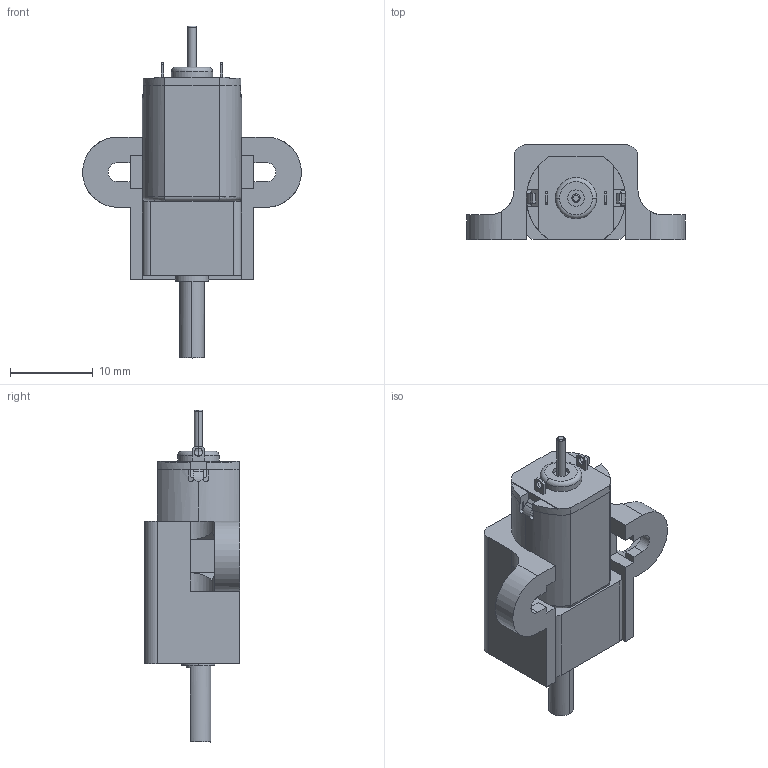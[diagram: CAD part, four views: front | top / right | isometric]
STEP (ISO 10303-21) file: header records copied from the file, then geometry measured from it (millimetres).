
FILE_DESCRIPTION (( 'STEP AP214' ), '1' );
FILE_NAME ('mmgm-pm-ext-shaft-with-1089-ext-bracket-fix.STEP', '2024-05-02T19:30:37', ( '' ), ( '' ), 'SwSTEP 2.0', 'SolidWorks 2023', '' );
FILE_SCHEMA (( 'AUTOMOTIVE_DESIGN' ));
Length unit declared in the file: millimetre
Products named in the file (1): mmgm-pm-ext-shaft-with-1089-ext-bracket-fix
Bounding box: 26.5 x 11.55 x 40.2 mm (x, y, z)
Volume: 3821.4 mm3; surface area: 2111.6 mm2
Topology: 1 solids, 1 shells, 302 faces, 786 edges, 507 vertices
Faces by surface type: plane 195, cylinder 52, bspline 43, torus 6, cone 6
Entity records: 13082 total; most frequent: CARTESIAN_POINT 2717, ORIENTED_EDGE 1572, DIRECTION 1239, EDGE_CURVE 786, VERTEX_POINT 507, LINE 497, VECTOR 497, AXIS2_PLACEMENT_3D 371
